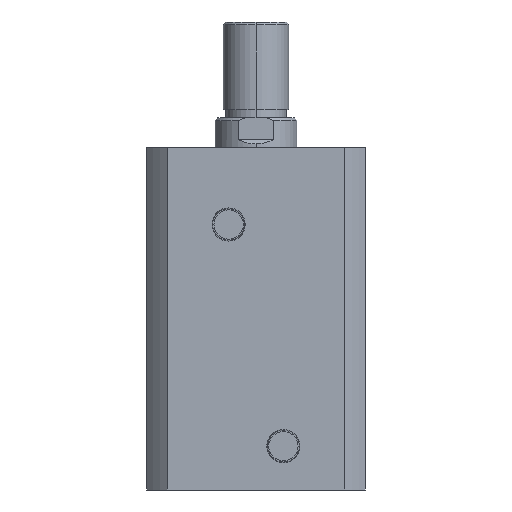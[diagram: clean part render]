
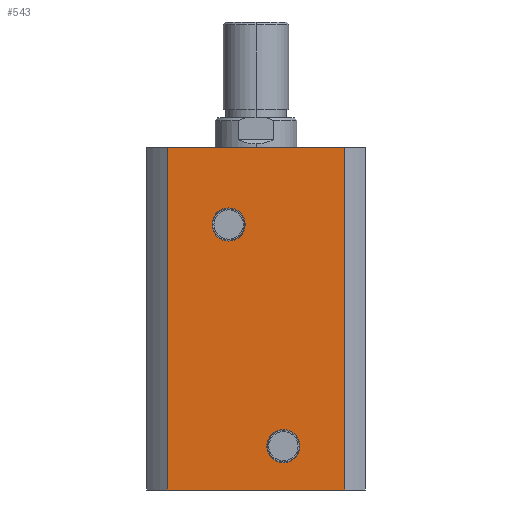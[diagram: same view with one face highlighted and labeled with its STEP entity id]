
A CAD part, left-side view. The second image highlights one B-rep face of the part: STEP entity #543.
In plain terms, the highlighted planar face has unit normal (-1, 0, 0).
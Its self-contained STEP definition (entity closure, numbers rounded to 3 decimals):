
#127 = ORIENTED_EDGE ( 'NONE', *, *, #3565, .T. ) ;
#128 = ORIENTED_EDGE ( 'NONE', *, *, #3571, .F. ) ;
#129 = ORIENTED_EDGE ( 'NONE', *, *, #3569, .T. ) ;
#130 = ORIENTED_EDGE ( 'NONE', *, *, #3570, .F. ) ;
#147 = ORIENTED_EDGE ( 'NONE', *, *, #3567, .F. ) ;
#152 = ORIENTED_EDGE ( 'NONE', *, *, #3440, .F. ) ;
#240 = ORIENTED_EDGE ( 'NONE', *, *, #3568, .F. ) ;
#260 = ORIENTED_EDGE ( 'NONE', *, *, #3432, .F. ) ;
#327 = VERTEX_POINT ( 'NONE', #3344 ) ;
#543 = ADVANCED_FACE ( 'NONE', ( #2756, #2817, #2754 ), #2207, .F. ) ;
#620 = CIRCLE ( 'NONE', #1587, 6.06 ) ;
#637 = CIRCLE ( 'NONE', #1591, 6.06 ) ;
#849 = LINE ( 'NONE', #2146, #851 ) ;
#850 = LINE ( 'NONE', #2161, #860 ) ;
#851 = VECTOR ( 'NONE', #2140, 1000. ) ;
#852 = CIRCLE ( 'NONE', #1632, 6.06 ) ;
#853 = CIRCLE ( 'NONE', #1633, 6.06 ) ;
#854 = LINE ( 'NONE', #2155, #856 ) ;
#855 = LINE ( 'NONE', #2165, #858 ) ;
#856 = VECTOR ( 'NONE', #2156, 1000. ) ;
#858 = VECTOR ( 'NONE', #2167, 1000. ) ;
#860 = VECTOR ( 'NONE', #2168, 1000. ) ;
#1325 = CARTESIAN_POINT ( 'NONE',  ( -40., 10., 103.06 ) ) ;
#1465 = AXIS2_PLACEMENT_3D ( 'NONE', #2206, #2203, #2209 ) ;
#1587 = AXIS2_PLACEMENT_3D ( 'NONE', #1842, #1843, #1844 ) ;
#1591 = AXIS2_PLACEMENT_3D ( 'NONE', #1862, #1863, #1864 ) ;
#1632 = AXIS2_PLACEMENT_3D ( 'NONE', #2157, #2158, #2159 ) ;
#1633 = AXIS2_PLACEMENT_3D ( 'NONE', #2162, #2163, #2164 ) ;
#1842 = CARTESIAN_POINT ( 'NONE',  ( -40., -10., 16. ) ) ;
#1843 = DIRECTION ( 'NONE',  ( -1., 0., 0. ) ) ;
#1844 = DIRECTION ( 'NONE',  ( 0., 0., 1. ) ) ;
#1862 = CARTESIAN_POINT ( 'NONE',  ( -40., 10., 97. ) ) ;
#1863 = DIRECTION ( 'NONE',  ( -1., 0., 0. ) ) ;
#1864 = DIRECTION ( 'NONE',  ( 0., 0., 1. ) ) ;
#2140 = DIRECTION ( 'NONE',  ( 0., 0., -1. ) ) ;
#2146 = CARTESIAN_POINT ( 'NONE',  ( -40., 32.438, 125. ) ) ;
#2155 = CARTESIAN_POINT ( 'NONE',  ( -40., 0., 0. ) ) ;
#2156 = DIRECTION ( 'NONE',  ( 0., -1., 0. ) ) ;
#2157 = CARTESIAN_POINT ( 'NONE',  ( -40., -10., 16. ) ) ;
#2158 = DIRECTION ( 'NONE',  ( -1., 0., 0. ) ) ;
#2159 = DIRECTION ( 'NONE',  ( 0., 0., 1. ) ) ;
#2161 = CARTESIAN_POINT ( 'NONE',  ( -40., 0., 125. ) ) ;
#2162 = CARTESIAN_POINT ( 'NONE',  ( -40., 10., 97. ) ) ;
#2163 = DIRECTION ( 'NONE',  ( -1., 0., 0. ) ) ;
#2164 = DIRECTION ( 'NONE',  ( 0., 0., 1. ) ) ;
#2165 = CARTESIAN_POINT ( 'NONE',  ( -40., -32.438, 125. ) ) ;
#2167 = DIRECTION ( 'NONE',  ( 0., 0., -1. ) ) ;
#2168 = DIRECTION ( 'NONE',  ( 0., -1., 0. ) ) ;
#2203 = DIRECTION ( 'NONE',  ( 1., 0., 0. ) ) ;
#2206 = CARTESIAN_POINT ( 'NONE',  ( -40., 0., 125. ) ) ;
#2207 = PLANE ( 'NONE',  #1465 ) ;
#2209 = DIRECTION ( 'NONE',  ( 0., 1., 0. ) ) ;
#2358 = CARTESIAN_POINT ( 'NONE',  ( -40., 10., 90.94 ) ) ;
#2388 = CARTESIAN_POINT ( 'NONE',  ( -40., -10., 22.06 ) ) ;
#2608 = CARTESIAN_POINT ( 'NONE',  ( -40., -32.438, 0. ) ) ;
#2609 = CARTESIAN_POINT ( 'NONE',  ( -40., 32.438, 125. ) ) ;
#2610 = CARTESIAN_POINT ( 'NONE',  ( -40., -32.438, 125. ) ) ;
#2625 = CARTESIAN_POINT ( 'NONE',  ( -40., 32.438, 0. ) ) ;
#2754 = FACE_OUTER_BOUND ( 'NONE', #3231, .T. ) ;
#2756 = FACE_BOUND ( 'NONE', #3221, .T. ) ;
#2817 = FACE_BOUND ( 'NONE', #3225, .T. ) ;
#2881 = VERTEX_POINT ( 'NONE', #2358 ) ;
#2911 = VERTEX_POINT ( 'NONE', #2388 ) ;
#3154 = VERTEX_POINT ( 'NONE', #2608 ) ;
#3155 = VERTEX_POINT ( 'NONE', #2609 ) ;
#3156 = VERTEX_POINT ( 'NONE', #2610 ) ;
#3171 = VERTEX_POINT ( 'NONE', #2625 ) ;
#3221 = EDGE_LOOP ( 'NONE', ( #147, #260 ) ) ;
#3225 = EDGE_LOOP ( 'NONE', ( #240, #152 ) ) ;
#3231 = EDGE_LOOP ( 'NONE', ( #129, #130, #128, #127 ) ) ;
#3344 = CARTESIAN_POINT ( 'NONE',  ( -40., -10., 9.94 ) ) ;
#3432 = EDGE_CURVE ( 'NONE', #327, #2911, #620, .T. ) ;
#3440 = EDGE_CURVE ( 'NONE', #2881, #3756, #637, .T. ) ;
#3565 = EDGE_CURVE ( 'NONE', #3155, #3171, #849, .T. ) ;
#3567 = EDGE_CURVE ( 'NONE', #2911, #327, #852, .T. ) ;
#3568 = EDGE_CURVE ( 'NONE', #3756, #2881, #853, .T. ) ;
#3569 = EDGE_CURVE ( 'NONE', #3171, #3154, #854, .T. ) ;
#3570 = EDGE_CURVE ( 'NONE', #3156, #3154, #855, .T. ) ;
#3571 = EDGE_CURVE ( 'NONE', #3155, #3156, #850, .T. ) ;
#3756 = VERTEX_POINT ( 'NONE', #1325 ) ;
